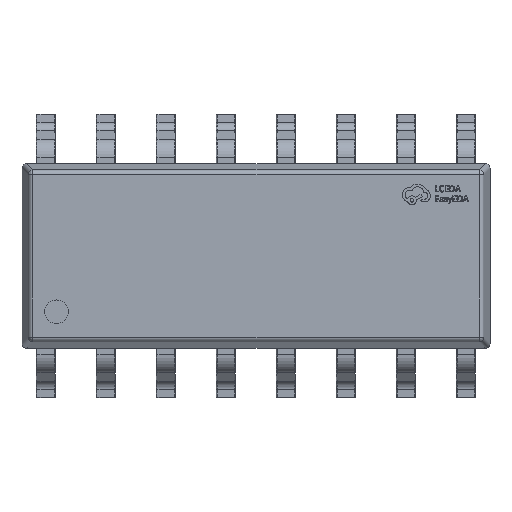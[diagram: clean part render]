
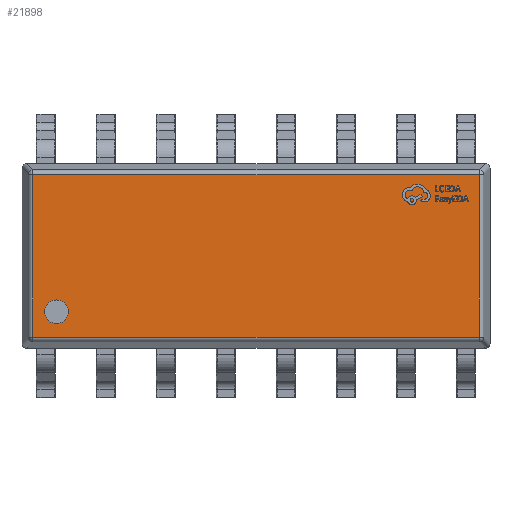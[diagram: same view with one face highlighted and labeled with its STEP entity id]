
A CAD part, top view. The second image highlights one B-rep face of the part: STEP entity #21898.
In plain terms, the highlighted planar face has unit normal (0, 0, 1).
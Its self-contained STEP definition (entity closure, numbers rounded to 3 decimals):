
#749 = CARTESIAN_POINT ( 'NONE',  ( -4.469, -1.183, 1.899 ) ) ;
#2106 = ORIENTED_EDGE ( 'NONE', *, *, #42308, .T. ) ;
#2741 = CARTESIAN_POINT ( 'NONE',  ( 4.719, -1.719, 1.899 ) ) ;
#2919 = VERTEX_POINT ( 'NONE', #33122 ) ;
#4275 = CARTESIAN_POINT ( 'NONE',  ( -4.219, -1.183, 1.899 ) ) ;
#4475 = VECTOR ( 'NONE', #46152, 1000. ) ;
#4831 = VERTEX_POINT ( 'NONE', #749 ) ;
#9616 = VECTOR ( 'NONE', #38851, 1000. ) ;
#11381 = CIRCLE ( 'NONE', #40598, 0.25 ) ;
#11779 = ORIENTED_EDGE ( 'NONE', *, *, #41573, .F. ) ;
#13787 = EDGE_CURVE ( 'NONE', #39178, #16201, #39350, .T. ) ;
#13819 = VECTOR ( 'NONE', #31846, 1000. ) ;
#15254 = FACE_BOUND ( 'NONE', #28364, .T. ) ;
#15610 = AXIS2_PLACEMENT_3D ( 'NONE', #40038, #32982, #36743 ) ;
#16201 = VERTEX_POINT ( 'NONE', #2741 ) ;
#16398 = DIRECTION ( 'NONE',  ( 1., 0., 0. ) ) ;
#16894 = DIRECTION ( 'NONE',  ( 1., 0., 0. ) ) ;
#17793 = EDGE_LOOP ( 'NONE', ( #11779, #27581, #44536, #27745 ) ) ;
#18267 = CARTESIAN_POINT ( 'NONE',  ( -3.969, -1.183, 1.899 ) ) ;
#18420 = EDGE_CURVE ( 'NONE', #4831, #40317, #11381, .T. ) ;
#18597 = DIRECTION ( 'NONE',  ( 0., 0., -1. ) ) ;
#18787 = FACE_OUTER_BOUND ( 'NONE', #17793, .T. ) ;
#18909 = CARTESIAN_POINT ( 'NONE',  ( -4.719, -1.719, 1.899 ) ) ;
#21227 = CARTESIAN_POINT ( 'NONE',  ( -4.719, 0., 1.899 ) ) ;
#21855 = PLANE ( 'NONE',  #25545 ) ;
#21898 = ADVANCED_FACE ( 'NONE', ( #18787, #15254 ), #21855, .T. ) ;
#24641 = CIRCLE ( 'NONE', #15610, 0.25 ) ;
#24672 = EDGE_CURVE ( 'NONE', #16201, #26240, #45488, .T. ) ;
#25167 = DIRECTION ( 'NONE',  ( 1., 0., 0. ) ) ;
#25545 = AXIS2_PLACEMENT_3D ( 'NONE', #37320, #26725, #16398 ) ;
#26240 = VERTEX_POINT ( 'NONE', #18909 ) ;
#26725 = DIRECTION ( 'NONE',  ( 0., 0., 1. ) ) ;
#27581 = ORIENTED_EDGE ( 'NONE', *, *, #24672, .F. ) ;
#27745 = ORIENTED_EDGE ( 'NONE', *, *, #31251, .F. ) ;
#28148 = CARTESIAN_POINT ( 'NONE',  ( 4.719, 1.719, 1.899 ) ) ;
#28364 = EDGE_LOOP ( 'NONE', ( #2106, #30519 ) ) ;
#30519 = ORIENTED_EDGE ( 'NONE', *, *, #18420, .T. ) ;
#31251 = EDGE_CURVE ( 'NONE', #2919, #39178, #45579, .T. ) ;
#31846 = DIRECTION ( 'NONE',  ( -1., 0., 0. ) ) ;
#32267 = LINE ( 'NONE', #21227, #9616 ) ;
#32982 = DIRECTION ( 'NONE',  ( 0., 0., -1. ) ) ;
#33122 = CARTESIAN_POINT ( 'NONE',  ( -4.719, 1.719, 1.899 ) ) ;
#35932 = VECTOR ( 'NONE', #16894, 1000. ) ;
#36743 = DIRECTION ( 'NONE',  ( 1., 0., 0. ) ) ;
#37320 = CARTESIAN_POINT ( 'NONE',  ( 0., 0., 1.899 ) ) ;
#38667 = CARTESIAN_POINT ( 'NONE',  ( 0., -1.719, 1.899 ) ) ;
#38851 = DIRECTION ( 'NONE',  ( 0., 1., 0. ) ) ;
#39178 = VERTEX_POINT ( 'NONE', #28148 ) ;
#39350 = LINE ( 'NONE', #42876, #4475 ) ;
#40038 = CARTESIAN_POINT ( 'NONE',  ( -4.219, -1.183, 1.899 ) ) ;
#40317 = VERTEX_POINT ( 'NONE', #18267 ) ;
#40598 = AXIS2_PLACEMENT_3D ( 'NONE', #4275, #18597, #25167 ) ;
#41573 = EDGE_CURVE ( 'NONE', #26240, #2919, #32267, .T. ) ;
#42308 = EDGE_CURVE ( 'NONE', #40317, #4831, #24641, .T. ) ;
#42876 = CARTESIAN_POINT ( 'NONE',  ( 4.719, 0., 1.899 ) ) ;
#44536 = ORIENTED_EDGE ( 'NONE', *, *, #13787, .F. ) ;
#45488 = LINE ( 'NONE', #38667, #13819 ) ;
#45579 = LINE ( 'NONE', #46518, #35932 ) ;
#46152 = DIRECTION ( 'NONE',  ( 0., -1., 0. ) ) ;
#46518 = CARTESIAN_POINT ( 'NONE',  ( 0., 1.719, 1.899 ) ) ;
